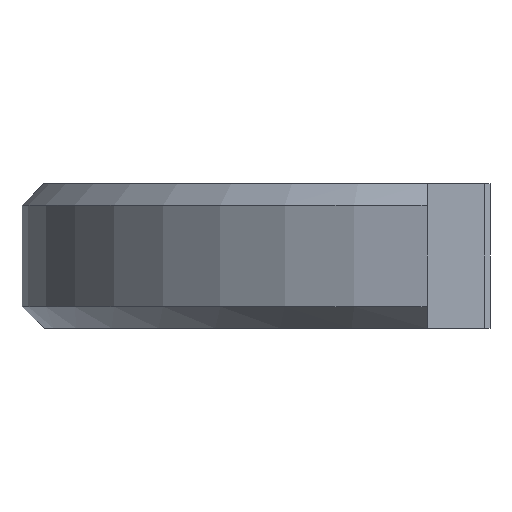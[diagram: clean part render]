
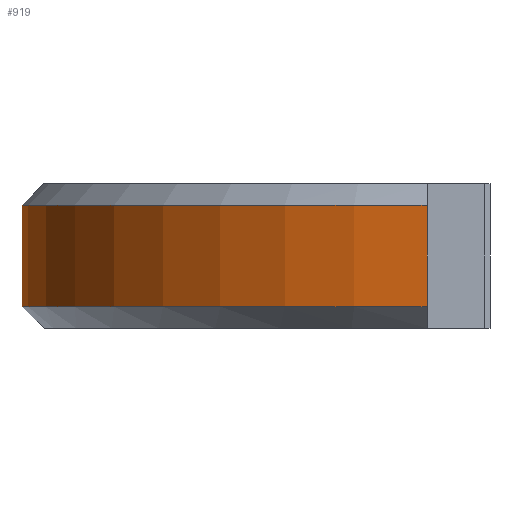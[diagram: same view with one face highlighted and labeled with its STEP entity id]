
A CAD part, front view. The second image highlights one B-rep face of the part: STEP entity #919.
In plain terms, the highlighted cylindrical face has radius 32.5 mm (diameter 65 mm), a partial arc.
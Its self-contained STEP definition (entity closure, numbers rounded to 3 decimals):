
#67 = VECTOR ( 'NONE', #739, 1000. ) ;
#98 = VECTOR ( 'NONE', #992, 1000. ) ;
#106 = DIRECTION ( 'NONE',  ( 1., 0., 0. ) ) ;
#144 = VERTEX_POINT ( 'NONE', #432 ) ;
#211 = EDGE_LOOP ( 'NONE', ( #886, #744, #600, #823 ) ) ;
#225 = CIRCLE ( 'NONE', #828, 32.5 ) ;
#253 = LINE ( 'NONE', #815, #67 ) ;
#286 = CYLINDRICAL_SURFACE ( 'NONE', #944, 32.5 ) ;
#348 = CIRCLE ( 'NONE', #444, 32.5 ) ;
#357 = LINE ( 'NONE', #540, #98 ) ;
#364 = DIRECTION ( 'NONE',  ( -1., 0., 0. ) ) ;
#426 = EDGE_CURVE ( 'NONE', #144, #522, #225, .T. ) ;
#432 = CARTESIAN_POINT ( 'NONE',  ( -4.5, -32.187, 8.5 ) ) ;
#444 = AXIS2_PLACEMENT_3D ( 'NONE', #488, #780, #873 ) ;
#488 = CARTESIAN_POINT ( 'NONE',  ( 0., 0., 1.5 ) ) ;
#505 = CARTESIAN_POINT ( 'NONE',  ( 0., 0., 8.5 ) ) ;
#522 = VERTEX_POINT ( 'NONE', #940 ) ;
#540 = CARTESIAN_POINT ( 'NONE',  ( -32.5, 0., 10. ) ) ;
#554 = EDGE_CURVE ( 'NONE', #522, #707, #357, .T. ) ;
#562 = CARTESIAN_POINT ( 'NONE',  ( -32.5, 0., 1.5 ) ) ;
#600 = ORIENTED_EDGE ( 'NONE', *, *, #683, .T. ) ;
#619 = DIRECTION ( 'NONE',  ( 0., 0., -1. ) ) ;
#683 = EDGE_CURVE ( 'NONE', #707, #970, #348, .T. ) ;
#693 = CARTESIAN_POINT ( 'NONE',  ( 0., 0., 10. ) ) ;
#707 = VERTEX_POINT ( 'NONE', #562 ) ;
#739 = DIRECTION ( 'NONE',  ( 0., 0., -1. ) ) ;
#744 = ORIENTED_EDGE ( 'NONE', *, *, #554, .T. ) ;
#757 = EDGE_CURVE ( 'NONE', #144, #970, #253, .T. ) ;
#780 = DIRECTION ( 'NONE',  ( 0., 0., 1. ) ) ;
#815 = CARTESIAN_POINT ( 'NONE',  ( -4.5, -32.187, 10. ) ) ;
#821 = DIRECTION ( 'NONE',  ( 0., 0., -1. ) ) ;
#823 = ORIENTED_EDGE ( 'NONE', *, *, #757, .F. ) ;
#828 = AXIS2_PLACEMENT_3D ( 'NONE', #505, #821, #106 ) ;
#873 = DIRECTION ( 'NONE',  ( 1., 0., 0. ) ) ;
#886 = ORIENTED_EDGE ( 'NONE', *, *, #426, .T. ) ;
#913 = FACE_OUTER_BOUND ( 'NONE', #211, .T. ) ;
#919 = ADVANCED_FACE ( 'NONE', ( #913 ), #286, .T. ) ;
#940 = CARTESIAN_POINT ( 'NONE',  ( -32.5, 0., 8.5 ) ) ;
#944 = AXIS2_PLACEMENT_3D ( 'NONE', #693, #619, #364 ) ;
#970 = VERTEX_POINT ( 'NONE', #1000 ) ;
#992 = DIRECTION ( 'NONE',  ( 0., 0., -1. ) ) ;
#1000 = CARTESIAN_POINT ( 'NONE',  ( -4.5, -32.187, 1.5 ) ) ;
